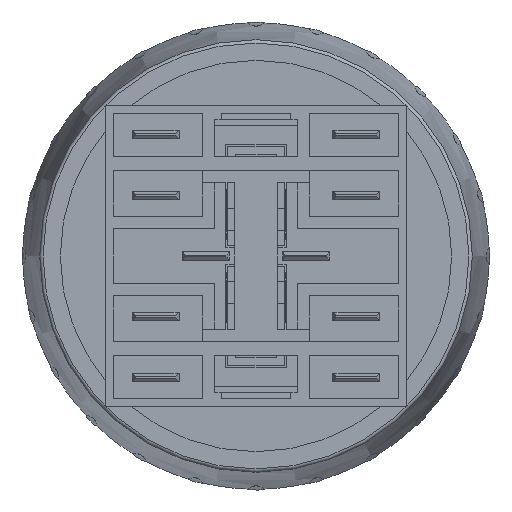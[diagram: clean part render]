
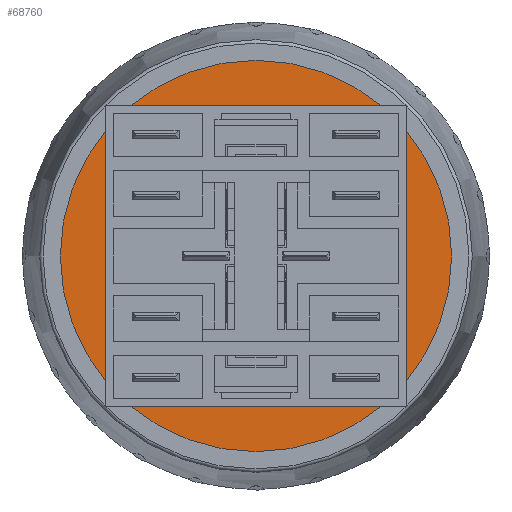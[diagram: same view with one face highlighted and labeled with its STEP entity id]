
A CAD part, front view. The second image highlights one B-rep face of the part: STEP entity #68760.
In plain terms, the highlighted planar face has unit normal (0, -1, 0).
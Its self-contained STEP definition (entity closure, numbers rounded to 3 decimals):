
#3275=PLANE('',#71934);
#3831=FACE_BOUND('',#13919,.T.);
#9922=FACE_OUTER_BOUND('',#13918,.T.);
#13918=EDGE_LOOP('',(#63665));
#13919=EDGE_LOOP('',(#63666,#63667,#63668,#63669));
#15011=CIRCLE('',#71935,11.7);
#15012=CIRCLE('',#71936,8.);
#21100=LINE('',#127728,#27696);
#21102=LINE('',#127734,#27698);
#21106=LINE('',#127740,#27702);
#27696=VECTOR('',#84008,10.);
#27698=VECTOR('',#84012,10.);
#27702=VECTOR('',#84018,10.);
#34541=VERTEX_POINT('',#127722);
#34543=VERTEX_POINT('',#127726);
#34544=VERTEX_POINT('',#127730);
#34546=VERTEX_POINT('',#127733);
#34548=VERTEX_POINT('',#127742);
#44352=EDGE_CURVE('',#34543,#34541,#21100,.T.);
#44354=EDGE_CURVE('',#34544,#34546,#21102,.T.);
#44358=EDGE_CURVE('',#34546,#34543,#21106,.T.);
#44359=EDGE_CURVE('',#34548,#34548,#15011,.T.);
#44360=EDGE_CURVE('',#34544,#34541,#15012,.T.);
#63665=ORIENTED_EDGE('',*,*,#44359,.F.);
#63666=ORIENTED_EDGE('',*,*,#44352,.F.);
#63667=ORIENTED_EDGE('',*,*,#44358,.F.);
#63668=ORIENTED_EDGE('',*,*,#44354,.F.);
#63669=ORIENTED_EDGE('',*,*,#44360,.T.);
#68760=ADVANCED_FACE('',(#9922,#3831),#3275,.F.);
#71934=AXIS2_PLACEMENT_3D('',#127741,#84019,#84020);
#71935=AXIS2_PLACEMENT_3D('',#127743,#84021,#84022);
#71936=AXIS2_PLACEMENT_3D('',#127744,#84023,#84024);
#84008=DIRECTION('',(0.,0.,1.));
#84012=DIRECTION('',(0.,0.,-1.));
#84018=DIRECTION('',(-1.,0.,0.));
#84019=DIRECTION('center_axis',(0.,1.,0.));
#84020=DIRECTION('ref_axis',(1.,0.,0.));
#84021=DIRECTION('center_axis',(0.,1.,0.));
#84022=DIRECTION('ref_axis',(0.,0.,
1.));
#84023=DIRECTION('center_axis',(0.,1.,0.));
#84024=DIRECTION('ref_axis',(0.,0.,
1.));
#127722=CARTESIAN_POINT('',(-0.9,33.7,7.949));
#127726=CARTESIAN_POINT('',(-0.9,33.7,7.5));
#127728=CARTESIAN_POINT('',(-0.9,33.7,7.5));
#127730=CARTESIAN_POINT('',(0.9,33.7,7.949));
#127733=CARTESIAN_POINT('',(0.9,33.7,7.5));
#127734=CARTESIAN_POINT('',(0.9,33.7,8.));
#127740=CARTESIAN_POINT('',(0.9,33.7,7.5));
#127741=CARTESIAN_POINT('Origin',(0.,33.7,
0.));
#127742=CARTESIAN_POINT('',(0.,33.7,-11.7));
#127743=CARTESIAN_POINT('Origin',(0.,33.7,
0.));
#127744=CARTESIAN_POINT('Origin',(0.,33.7,
0.));
